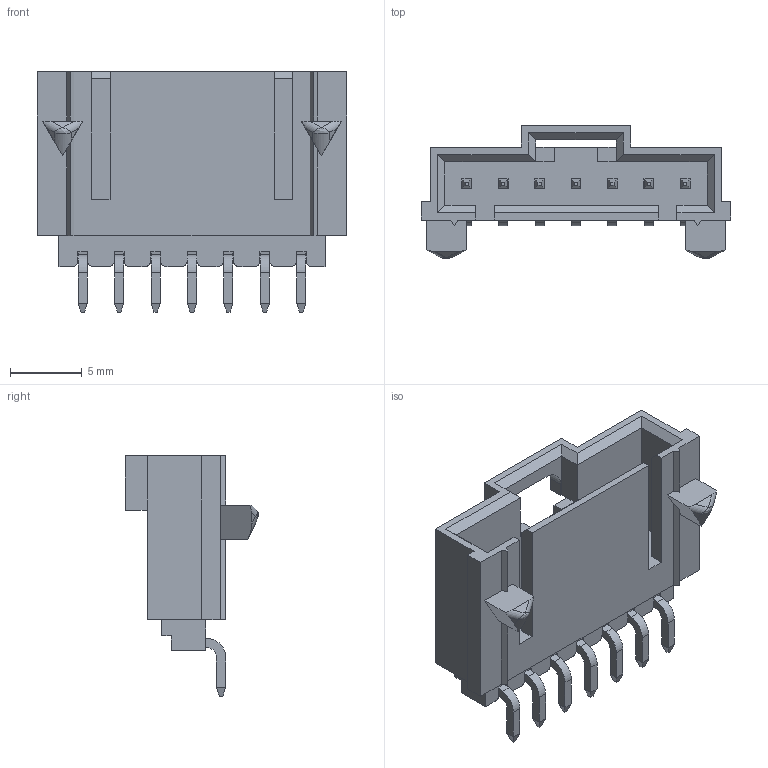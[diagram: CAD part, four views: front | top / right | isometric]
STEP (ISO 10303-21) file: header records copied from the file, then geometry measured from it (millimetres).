
FILE_DESCRIPTION((''),'2;1');
FILE_NAME('015913074','2014-07-11T',('me'),(''),'PRO/ENGINEER BY PARAMETRIC TECHNOLOGY CORPORATION, 2011490','PRO/ENGINEER BY PARAMETRIC TECHNOLOGY CORPORATION, 2011490','');
FILE_SCHEMA(('CONFIG_CONTROL_DESIGN'));
Length unit declared in the file: inch
Products named in the file (1): 015913074
Bounding box: 21.59 x 9.29 x 16.76 mm (x, y, z)
Volume: 801.3 mm3; surface area: 1670.9 mm2
Topology: 8 solids, 8 shells, 318 faces, 884 edges, 578 vertices
Faces by surface type: plane 259, cylinder 57, bspline 2
Entity records: 10097 total; most frequent: CARTESIAN_POINT 1906, ORIENTED_EDGE 1696, DIRECTION 1610, EDGE_CURVE 848, VECTOR 760, LINE 760, VERTEX_POINT 538, AXIS2_PLACEMENT_3D 425
